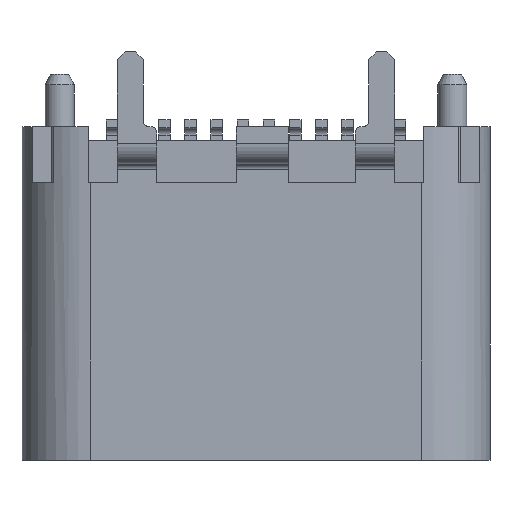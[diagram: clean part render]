
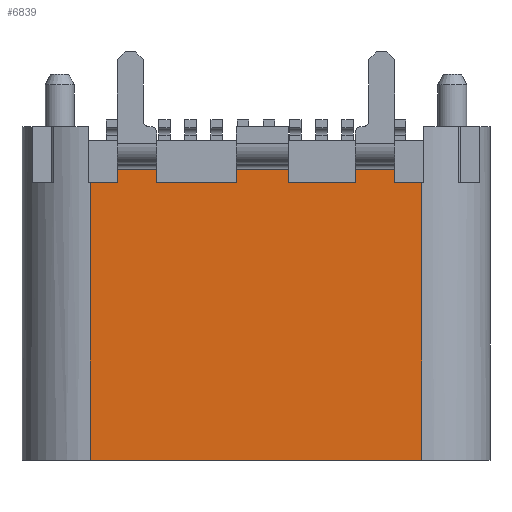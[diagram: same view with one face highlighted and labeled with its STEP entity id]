
A CAD part, front view. The second image highlights one B-rep face of the part: STEP entity #6839.
In plain terms, the highlighted planar face has unit normal (0, -1, 0).
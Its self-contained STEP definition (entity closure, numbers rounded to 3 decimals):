
#429=DIRECTION('',(0.,0.,1.));
#430=VECTOR('',#429,5.3);
#431=CARTESIAN_POINT('',(3.17,-1.58,0.));
#432=LINE('',#431,#430);
#433=DIRECTION('',(-1.,0.,0.));
#434=VECTOR('',#433,0.52);
#435=CARTESIAN_POINT('',(3.17,-1.58,5.3));
#436=LINE('',#435,#434);
#577=DIRECTION('',(-1.,0.,0.));
#578=VECTOR('',#577,0.75);
#579=CARTESIAN_POINT('',(2.65,-1.58,5.55));
#580=LINE('',#579,#578);
#585=DIRECTION('',(0.,0.,-1.));
#586=VECTOR('',#585,0.25);
#587=CARTESIAN_POINT('',(0.62,-1.58,5.55));
#588=LINE('',#587,#586);
#589=DIRECTION('',(0.,0.,1.));
#590=VECTOR('',#589,0.25);
#591=CARTESIAN_POINT('',(1.9,-1.58,5.3));
#592=LINE('',#591,#590);
#593=DIRECTION('',(0.,0.,-1.));
#594=VECTOR('',#593,0.25);
#595=CARTESIAN_POINT('',(2.65,-1.58,5.55));
#596=LINE('',#595,#594);
#597=DIRECTION('',(-1.,0.,0.));
#598=VECTOR('',#597,6.34);
#599=CARTESIAN_POINT('',(3.17,-1.58,0.));
#600=LINE('',#599,#598);
#605=DIRECTION('',(-1.,0.,0.));
#606=VECTOR('',#605,0.75);
#607=CARTESIAN_POINT('',(-1.9,-1.58,5.55));
#608=LINE('',#607,#606);
#727=DIRECTION('',(0.,0.,-1.));
#728=VECTOR('',#727,0.25);
#729=CARTESIAN_POINT('',(-2.65,-1.58,5.55));
#730=LINE('',#729,#728);
#753=DIRECTION('',(-1.,0.,0.));
#754=VECTOR('',#753,0.52);
#755=CARTESIAN_POINT('',(-2.65,-1.58,5.3));
#756=LINE('',#755,#754);
#770=DIRECTION('',(0.,0.,-1.));
#771=VECTOR('',#770,5.3);
#772=CARTESIAN_POINT('',(-3.17,-1.58,5.3));
#773=LINE('',#772,#771);
#1846=DIRECTION('',(0.,0.,1.));
#1847=VECTOR('',#1846,0.25);
#1848=CARTESIAN_POINT('',(-1.9,-1.58,5.3));
#1849=LINE('',#1848,#1847);
#1888=DIRECTION('',(-1.,0.,0.));
#1889=VECTOR('',#1888,1.52);
#1890=CARTESIAN_POINT('',(-0.38,-1.58,5.3));
#1891=LINE('',#1890,#1889);
#1936=DIRECTION('',(0.,0.,-1.));
#1937=VECTOR('',#1936,0.25);
#1938=CARTESIAN_POINT('',(-0.38,-1.58,5.55));
#1939=LINE('',#1938,#1937);
#1984=DIRECTION('',(-1.,0.,0.));
#1985=VECTOR('',#1984,1.28);
#1986=CARTESIAN_POINT('',(1.9,-1.58,5.3));
#1987=LINE('',#1986,#1985);
#1992=DIRECTION('',(-1.,0.,0.));
#1993=VECTOR('',#1992,1.);
#1994=CARTESIAN_POINT('',(0.62,-1.58,5.55));
#1995=LINE('',#1994,#1993);
#4639=CARTESIAN_POINT('',(-3.17,-1.58,0.));
#4640=VERTEX_POINT('',#4639);
#4641=CARTESIAN_POINT('',(3.17,-1.58,0.));
#4642=VERTEX_POINT('',#4641);
#4720=CARTESIAN_POINT('',(2.65,-1.58,5.3));
#4722=VERTEX_POINT('',#4720);
#4727=CARTESIAN_POINT('',(3.17,-1.58,5.3));
#4728=VERTEX_POINT('',#4727);
#4730=CARTESIAN_POINT('',(1.9,-1.58,5.3));
#4732=VERTEX_POINT('',#4730);
#4733=CARTESIAN_POINT('',(0.62,-1.58,5.3));
#4734=VERTEX_POINT('',#4733);
#4756=CARTESIAN_POINT('',(-2.65,-1.58,5.3));
#4758=VERTEX_POINT('',#4756);
#4759=CARTESIAN_POINT('',(-3.17,-1.58,5.3));
#4760=VERTEX_POINT('',#4759);
#4766=CARTESIAN_POINT('',(-1.9,-1.58,5.3));
#4768=VERTEX_POINT('',#4766);
#4771=CARTESIAN_POINT('',(-0.38,-1.58,5.3));
#4772=VERTEX_POINT('',#4771);
#5277=CARTESIAN_POINT('',(-1.9,-1.58,5.55));
#5278=CARTESIAN_POINT('',(-2.65,-1.58,5.55));
#5279=VERTEX_POINT('',#5277);
#5280=VERTEX_POINT('',#5278);
#5281=CARTESIAN_POINT('',(-0.38,-1.58,5.55));
#5282=VERTEX_POINT('',#5281);
#5283=CARTESIAN_POINT('',(0.62,-1.58,5.55));
#5284=VERTEX_POINT('',#5283);
#5285=CARTESIAN_POINT('',(1.9,-1.58,5.55));
#5286=VERTEX_POINT('',#5285);
#5287=CARTESIAN_POINT('',(2.65,-1.58,5.55));
#5288=VERTEX_POINT('',#5287);
#6806=CARTESIAN_POINT('',(-4.47,-1.58,0.));
#6807=DIRECTION('',(0.,-1.,0.));
#6808=DIRECTION('',(1.,0.,0.));
#6809=AXIS2_PLACEMENT_3D('',#6806,#6807,#6808);
#6810=PLANE('',#6809);
#6812=ORIENTED_EDGE('',*,*,#6811,.F.);
#6814=ORIENTED_EDGE('',*,*,#6813,.F.);
#6816=ORIENTED_EDGE('',*,*,#6815,.F.);
#6818=ORIENTED_EDGE('',*,*,#6817,.F.);
#6820=ORIENTED_EDGE('',*,*,#6819,.F.);
#6822=ORIENTED_EDGE('',*,*,#6821,.T.);
#6824=ORIENTED_EDGE('',*,*,#6823,.F.);
#6825=ORIENTED_EDGE('',*,*,#6751,.T.);
#6826=ORIENTED_EDGE('',*,*,#6798,.F.);
#6827=ORIENTED_EDGE('',*,*,#6644,.T.);
#6828=ORIENTED_EDGE('',*,*,#6621,.F.);
#6829=ORIENTED_EDGE('',*,*,#6604,.F.);
#6830=ORIENTED_EDGE('',*,*,#6104,.T.);
#6832=ORIENTED_EDGE('',*,*,#6831,.F.);
#6834=ORIENTED_EDGE('',*,*,#6833,.F.);
#6836=ORIENTED_EDGE('',*,*,#6835,.F.);
#6837=EDGE_LOOP('',(#6812,#6814,#6816,#6818,#6820,#6822,#6824,#6825,#6826,#6827,
#6828,#6829,#6830,#6832,#6834,#6836));
#6838=FACE_OUTER_BOUND('',#6837,.F.);
#6839=ADVANCED_FACE('',(#6838),#6810,.T.);
#6104=EDGE_CURVE('',#4642,#4640,#600,.T.);
#6604=EDGE_CURVE('',#4642,#4728,#432,.T.);
#6621=EDGE_CURVE('',#4728,#4722,#436,.T.);
#6644=EDGE_CURVE('',#5288,#4722,#596,.T.);
#6751=EDGE_CURVE('',#4732,#5286,#592,.T.);
#6798=EDGE_CURVE('',#5288,#5286,#580,.T.);
#6811=EDGE_CURVE('',#5279,#5280,#608,.T.);
#6813=EDGE_CURVE('',#4768,#5279,#1849,.T.);
#6815=EDGE_CURVE('',#4772,#4768,#1891,.T.);
#6817=EDGE_CURVE('',#5282,#4772,#1939,.T.);
#6819=EDGE_CURVE('',#5284,#5282,#1995,.T.);
#6821=EDGE_CURVE('',#5284,#4734,#588,.T.);
#6823=EDGE_CURVE('',#4732,#4734,#1987,.T.);
#6831=EDGE_CURVE('',#4760,#4640,#773,.T.);
#6833=EDGE_CURVE('',#4758,#4760,#756,.T.);
#6835=EDGE_CURVE('',#5280,#4758,#730,.T.);
